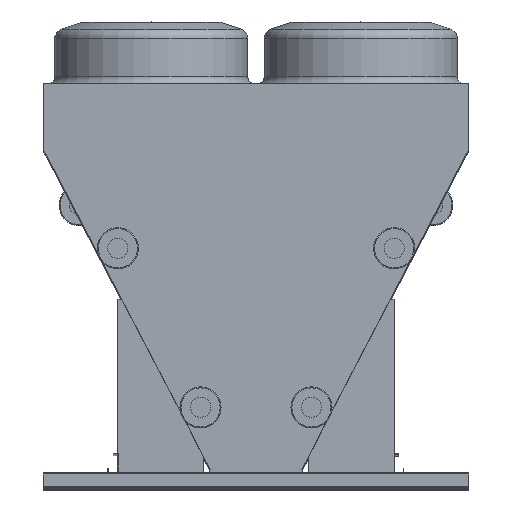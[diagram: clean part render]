
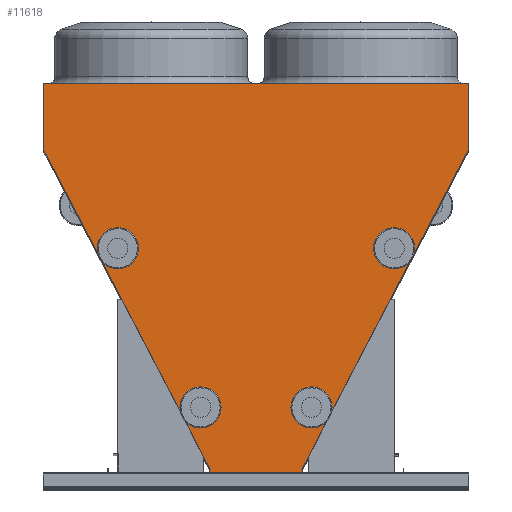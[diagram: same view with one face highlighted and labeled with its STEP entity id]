
A CAD part, top view. The second image highlights one B-rep face of the part: STEP entity #11618.
In plain terms, the highlighted planar face has unit normal (0, 0, 1).
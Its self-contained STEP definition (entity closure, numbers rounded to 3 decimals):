
#324 = CARTESIAN_POINT ( 'NONE',  ( 279.893, 1.482, 0. ) ) ;
#331 = CARTESIAN_POINT ( 'NONE',  ( 1127.607, 1711.053, 0. ) ) ;
#484 = DIRECTION ( 'NONE',  ( 0., -1., 0. ) ) ;
#697 = LINE ( 'NONE', #8584, #14879 ) ;
#946 = DIRECTION ( 'NONE',  ( 0., -1., 0. ) ) ;
#1198 = CARTESIAN_POINT ( 'NONE',  ( 246.893, 1.482, 0. ) ) ;
#1412 = EDGE_CURVE ( 'NONE', #11174, #2521, #13655, .T. ) ;
#1481 = CARTESIAN_POINT ( 'NONE',  ( -245.403, 20.223, 0. ) ) ;
#1528 = VERTEX_POINT ( 'NONE', #13461 ) ;
#1598 = EDGE_CURVE ( 'NONE', #32421, #31468, #697, .T. ) ;
#1985 = CARTESIAN_POINT ( 'NONE',  ( 1127.607, 1711.053, 0. ) ) ;
#2159 = CARTESIAN_POINT ( 'NONE',  ( -246.893, 17.358, 0. ) ) ;
#2249 = CARTESIAN_POINT ( 'NONE',  ( 1136.15, 1727.462, 0. ) ) ;
#2267 = DIRECTION ( 'NONE',  ( -0.461, -0.887, 0. ) ) ;
#2381 = DIRECTION ( 'NONE',  ( 0., 1., 0. ) ) ;
#2521 = VERTEX_POINT ( 'NONE', #12708 ) ;
#2573 = CARTESIAN_POINT ( 'NONE',  ( 245.39, 20.232, 0. ) ) ;
#2763 = VECTOR ( 'NONE', #25115, 1000. ) ;
#2796 = FACE_OUTER_BOUND ( 'NONE', #6297, .T. ) ;
#2923 = CARTESIAN_POINT ( 'NONE',  ( -1136.282, 2083.62, 0. ) ) ;
#2971 = CARTESIAN_POINT ( 'NONE',  ( -1126.246, 1711.83, 0. ) ) ;
#3573 = LINE ( 'NONE', #2159, #31049 ) ;
#3701 = VECTOR ( 'NONE', #29509, 1000. ) ;
#4132 = ORIENTED_EDGE ( 'NONE', *, *, #16357, .T. ) ;
#4482 = ORIENTED_EDGE ( 'NONE', *, *, #29390, .T. ) ;
#4626 = VERTEX_POINT ( 'NONE', #34320 ) ;
#4702 = EDGE_CURVE ( 'NONE', #7299, #20086, #11940, .T. ) ;
#4987 = ORIENTED_EDGE ( 'NONE', *, *, #1598, .T. ) ;
#5530 = CARTESIAN_POINT ( 'NONE',  ( 246.893, 17.358, 0. ) ) ;
#5616 = CARTESIAN_POINT ( 'NONE',  ( 1127.607, 1711.053, 0. ) ) ;
#5691 = CARTESIAN_POINT ( 'NONE',  ( -1127.739, 1711.053, 0. ) ) ;
#5740 = VECTOR ( 'NONE', #2381, 1000. ) ;
#5855 = DIRECTION ( 'NONE',  ( 0.462, 0.887, 0. ) ) ;
#5898 = ORIENTED_EDGE ( 'NONE', *, *, #13175, .T. ) ;
#5901 = DIRECTION ( 'NONE',  ( -1., 0., 0. ) ) ;
#6297 = EDGE_LOOP ( 'NONE', ( #24415, #16532, #31201, #9938, #4482, #27275, #31342, #15932, #10664, #7636, #4987, #5898, #19901, #10692, #22389, #4132, #31705, #11151 ) ) ;
#6429 = CARTESIAN_POINT ( 'NONE',  ( -246.893, 17.358, 0. ) ) ;
#6470 = LINE ( 'NONE', #2923, #22281 ) ;
#7179 = DIRECTION ( 'NONE',  ( -1., 0., 0. ) ) ;
#7299 = VERTEX_POINT ( 'NONE', #15228 ) ;
#7434 = DIRECTION ( 'NONE',  ( -1., 0., 0. ) ) ;
#7636 = ORIENTED_EDGE ( 'NONE', *, *, #21169, .T. ) ;
#8422 = VERTEX_POINT ( 'NONE', #29216 ) ;
#8483 = EDGE_CURVE ( 'NONE', #30961, #15425, #10854, .T. ) ;
#8576 = CARTESIAN_POINT ( 'NONE',  ( -1136.282, 2083.62, 0. ) ) ;
#8584 = CARTESIAN_POINT ( 'NONE',  ( 279.893, 1.482, 0. ) ) ;
#9087 = VERTEX_POINT ( 'NONE', #2971 ) ;
#9093 = LINE ( 'NONE', #17276, #9930 ) ;
#9930 = VECTOR ( 'NONE', #22534, 1000. ) ;
#9938 = ORIENTED_EDGE ( 'NONE', *, *, #10725, .T. ) ;
#9999 = LINE ( 'NONE', #13596, #3701 ) ;
#10098 = EDGE_CURVE ( 'NONE', #20086, #30961, #21639, .T. ) ;
#10191 = VECTOR ( 'NONE', #27485, 1000. ) ;
#10664 = ORIENTED_EDGE ( 'NONE', *, *, #31355, .T. ) ;
#10692 = ORIENTED_EDGE ( 'NONE', *, *, #10098, .T. ) ;
#10725 = EDGE_CURVE ( 'NONE', #9087, #34330, #9999, .T. ) ;
#10854 = LINE ( 'NONE', #5616, #24981 ) ;
#10926 = VECTOR ( 'NONE', #7434, 1000. ) ;
#11151 = ORIENTED_EDGE ( 'NONE', *, *, #13438, .T. ) ;
#11174 = VERTEX_POINT ( 'NONE', #2249 ) ;
#11203 = CARTESIAN_POINT ( 'NONE',  ( 245.39, 20.232, 0. ) ) ;
#11618 = ADVANCED_FACE ( 'NONE', ( #2796 ), #30936, .F. ) ;
#11653 = LINE ( 'NONE', #331, #17037 ) ;
#11940 = LINE ( 'NONE', #5530, #18192 ) ;
#12074 = EDGE_CURVE ( 'NONE', #8422, #4626, #19445, .T. ) ;
#12708 = CARTESIAN_POINT ( 'NONE',  ( 1136.15, 2083.62, 0. ) ) ;
#12896 = VECTOR ( 'NONE', #21235, 1000. ) ;
#12914 = LINE ( 'NONE', #5691, #34059 ) ;
#13016 = EDGE_CURVE ( 'NONE', #33635, #16062, #19793, .T. ) ;
#13175 = EDGE_CURVE ( 'NONE', #31468, #7299, #14783, .T. ) ;
#13438 = EDGE_CURVE ( 'NONE', #2521, #15108, #6470, .T. ) ;
#13461 = CARTESIAN_POINT ( 'NONE',  ( -1136.282, 1727.462, 0. ) ) ;
#13561 = DIRECTION ( 'NONE',  ( -1., 0., 0. ) ) ;
#13596 = CARTESIAN_POINT ( 'NONE',  ( -245.403, 20.223, 0. ) ) ;
#13655 = LINE ( 'NONE', #18369, #5740 ) ;
#14783 = LINE ( 'NONE', #30370, #28925 ) ;
#14879 = VECTOR ( 'NONE', #5901, 1000. ) ;
#15108 = VERTEX_POINT ( 'NONE', #8576 ) ;
#15228 = CARTESIAN_POINT ( 'NONE',  ( 246.893, 17.358, 0. ) ) ;
#15294 = CARTESIAN_POINT ( 'NONE',  ( -279.893, 1.482, 0. ) ) ;
#15425 = VERTEX_POINT ( 'NONE', #1985 ) ;
#15932 = ORIENTED_EDGE ( 'NONE', *, *, #13016, .T. ) ;
#16062 = VERTEX_POINT ( 'NONE', #27817 ) ;
#16342 = CARTESIAN_POINT ( 'NONE',  ( -279.893, 0., 0. ) ) ;
#16357 = EDGE_CURVE ( 'NONE', #15425, #11174, #11653, .T. ) ;
#16532 = ORIENTED_EDGE ( 'NONE', *, *, #16920, .T. ) ;
#16567 = DIRECTION ( 'NONE',  ( 1., 0., 0. ) ) ;
#16894 = CARTESIAN_POINT ( 'NONE',  ( -279.893, 1.482, 0. ) ) ;
#16920 = EDGE_CURVE ( 'NONE', #1528, #24092, #12914, .T. ) ;
#17037 = VECTOR ( 'NONE', #5855, 1000. ) ;
#17276 = CARTESIAN_POINT ( 'NONE',  ( -1127.739, 1711.053, 0. ) ) ;
#17899 = VERTEX_POINT ( 'NONE', #33945 ) ;
#18192 = VECTOR ( 'NONE', #21367, 1000. ) ;
#18369 = CARTESIAN_POINT ( 'NONE',  ( 1136.15, 2083.62, 0. ) ) ;
#18671 = LINE ( 'NONE', #22186, #31930 ) ;
#19445 = LINE ( 'NONE', #6429, #2763 ) ;
#19481 = CARTESIAN_POINT ( 'NONE',  ( 279.893, 0., 0. ) ) ;
#19793 = LINE ( 'NONE', #16342, #26845 ) ;
#19823 = DIRECTION ( 'NONE',  ( 0., 1., 0. ) ) ;
#19901 = ORIENTED_EDGE ( 'NONE', *, *, #4702, .T. ) ;
#20086 = VERTEX_POINT ( 'NONE', #11203 ) ;
#20100 = VECTOR ( 'NONE', #16567, 1000. ) ;
#20126 = CARTESIAN_POINT ( 'NONE',  ( 1126.218, 1711.776, 0. ) ) ;
#21169 = EDGE_CURVE ( 'NONE', #17899, #32421, #24315, .T. ) ;
#21235 = DIRECTION ( 'NONE',  ( 0.462, 0.887, 0. ) ) ;
#21367 = DIRECTION ( 'NONE',  ( -0.463, 0.886, 0. ) ) ;
#21639 = LINE ( 'NONE', #2573, #12896 ) ;
#21962 = CARTESIAN_POINT ( 'NONE',  ( 279.893, 0., 0. ) ) ;
#22186 = CARTESIAN_POINT ( 'NONE',  ( -1136.282, 1727.462, 0. ) ) ;
#22281 = VECTOR ( 'NONE', #13561, 1000. ) ;
#22387 = CARTESIAN_POINT ( 'NONE',  ( -1127.739, 1711.053, 0. ) ) ;
#22389 = ORIENTED_EDGE ( 'NONE', *, *, #8483, .T. ) ;
#22534 = DIRECTION ( 'NONE',  ( 0.887, 0.462, 0. ) ) ;
#22979 = CARTESIAN_POINT ( 'NONE',  ( 0., 0., 0. ) ) ;
#23096 = DIRECTION ( 'NONE',  ( 0., 0., -1. ) ) ;
#24092 = VERTEX_POINT ( 'NONE', #22387 ) ;
#24301 = DIRECTION ( 'NONE',  ( 0.462, -0.887, 0. ) ) ;
#24315 = LINE ( 'NONE', #19481, #10191 ) ;
#24415 = ORIENTED_EDGE ( 'NONE', *, *, #33660, .T. ) ;
#24981 = VECTOR ( 'NONE', #26763, 1000. ) ;
#25052 = LINE ( 'NONE', #15294, #10926 ) ;
#25115 = DIRECTION ( 'NONE',  ( 0., -1., 0. ) ) ;
#26763 = DIRECTION ( 'NONE',  ( 0.887, -0.462, 0. ) ) ;
#26845 = VECTOR ( 'NONE', #484, 1000. ) ;
#27275 = ORIENTED_EDGE ( 'NONE', *, *, #12074, .T. ) ;
#27485 = DIRECTION ( 'NONE',  ( 0., 1., 0. ) ) ;
#27817 = CARTESIAN_POINT ( 'NONE',  ( -279.893, 0., 0. ) ) ;
#28925 = VECTOR ( 'NONE', #19823, 1000. ) ;
#29216 = CARTESIAN_POINT ( 'NONE',  ( -246.893, 17.358, 0. ) ) ;
#29390 = EDGE_CURVE ( 'NONE', #34330, #8422, #3573, .T. ) ;
#29509 = DIRECTION ( 'NONE',  ( 0.462, -0.887, 0. ) ) ;
#30370 = CARTESIAN_POINT ( 'NONE',  ( 246.893, 17.358, 0. ) ) ;
#30936 = PLANE ( 'NONE',  #31320 ) ;
#30961 = VERTEX_POINT ( 'NONE', #20126 ) ;
#31049 = VECTOR ( 'NONE', #2267, 1000. ) ;
#31201 = ORIENTED_EDGE ( 'NONE', *, *, #33721, .T. ) ;
#31320 = AXIS2_PLACEMENT_3D ( 'NONE', #22979, #23096, #7179 ) ;
#31342 = ORIENTED_EDGE ( 'NONE', *, *, #31648, .T. ) ;
#31355 = EDGE_CURVE ( 'NONE', #16062, #17899, #34183, .T. ) ;
#31468 = VERTEX_POINT ( 'NONE', #1198 ) ;
#31648 = EDGE_CURVE ( 'NONE', #4626, #33635, #25052, .T. ) ;
#31705 = ORIENTED_EDGE ( 'NONE', *, *, #1412, .T. ) ;
#31930 = VECTOR ( 'NONE', #946, 1000. ) ;
#32421 = VERTEX_POINT ( 'NONE', #324 ) ;
#33635 = VERTEX_POINT ( 'NONE', #16894 ) ;
#33660 = EDGE_CURVE ( 'NONE', #15108, #1528, #18671, .T. ) ;
#33721 = EDGE_CURVE ( 'NONE', #24092, #9087, #9093, .T. ) ;
#33945 = CARTESIAN_POINT ( 'NONE',  ( 279.893, 0., 0. ) ) ;
#34059 = VECTOR ( 'NONE', #24301, 1000. ) ;
#34183 = LINE ( 'NONE', #21962, #20100 ) ;
#34320 = CARTESIAN_POINT ( 'NONE',  ( -246.893, 1.482, 0. ) ) ;
#34330 = VERTEX_POINT ( 'NONE', #1481 ) ;
